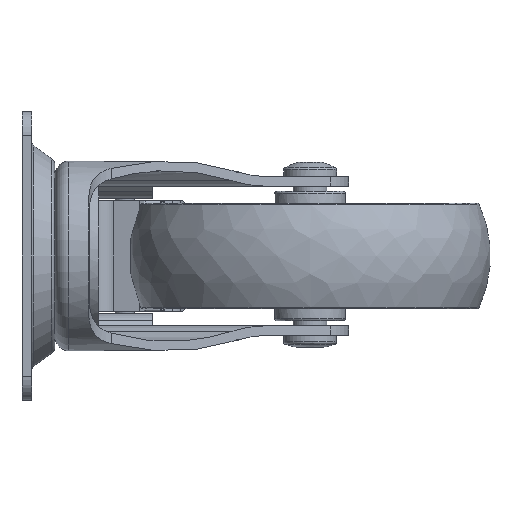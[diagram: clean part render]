
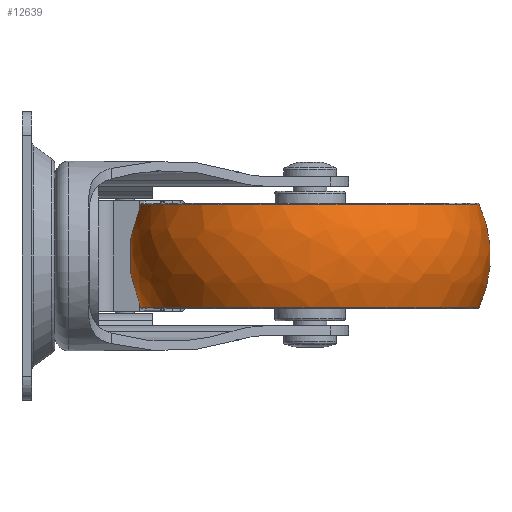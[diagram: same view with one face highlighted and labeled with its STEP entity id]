
A CAD part, left-side view. The second image highlights one B-rep face of the part: STEP entity #12639.
In plain terms, the highlighted free-form (B-spline) face has degree [2, 2] with [3, 9] control points.
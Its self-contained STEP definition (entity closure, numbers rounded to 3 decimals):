
#272=(
BOUNDED_SURFACE()
B_SPLINE_SURFACE(2,2,((#36947,#36948,#36949,#36950,#36951,#36952,#36953,
#36954,#36955),(#36956,#36957,#36958,#36959,#36960,#36961,#36962,#36963,
#36964),(#36965,#36966,#36967,#36968,#36969,#36970,#36971,#36972,#36973)),
 .UNSPECIFIED.,.F.,.T.,.F.)
B_SPLINE_SURFACE_WITH_KNOTS((3,3),(3,2,2,2,3),(-0.434,0.434),
(-3.142,-1.571,0.,1.571,3.142),
 .UNSPECIFIED.)
GEOMETRIC_REPRESENTATION_ITEM()
RATIONAL_B_SPLINE_SURFACE(((1.,0.707,1.,0.707,1.,
0.707,1.,0.707,1.),(0.907,0.641,
0.907,0.641,0.907,0.641,
0.907,0.641,0.907),(1.,0.707,
1.,0.707,1.,0.707,1.,0.707,1.)))
REPRESENTATION_ITEM('')
SURFACE()
);
#3465=FACE_OUTER_BOUND('',#4278,.T.);
#4278=EDGE_LOOP('',(#11126,#11127,#11128,#11129,#11130,#11131));
#4865=CIRCLE('',#14111,35.137);
#4866=CIRCLE('',#14112,35.137);
#4867=CIRCLE('',#14113,35.137);
#4868=CIRCLE('',#14114,35.137);
#4869=CIRCLE('',#14115,25.45);
#6010=VERTEX_POINT('',#36942);
#6011=VERTEX_POINT('',#36944);
#6012=VERTEX_POINT('',#36974);
#6013=VERTEX_POINT('',#36975);
#7740=EDGE_CURVE('',#6011,#6010,#4865,.T.);
#7741=EDGE_CURVE('',#6010,#6011,#4866,.T.);
#7742=EDGE_CURVE('',#6012,#6013,#4867,.T.);
#7743=EDGE_CURVE('',#6013,#6012,#4868,.T.);
#7744=EDGE_CURVE('',#6013,#6011,#4869,.T.);
#11126=ORIENTED_EDGE('',*,*,#7742,.F.);
#11127=ORIENTED_EDGE('',*,*,#7743,.F.);
#11128=ORIENTED_EDGE('',*,*,#7744,.T.);
#11129=ORIENTED_EDGE('',*,*,#7740,.T.);
#11130=ORIENTED_EDGE('',*,*,#7741,.T.);
#11131=ORIENTED_EDGE('',*,*,#7744,.F.);
#12639=ADVANCED_FACE('',(#3465),#272,.F.);
#14111=AXIS2_PLACEMENT_3D('',#36945,#17329,#17330);
#14112=AXIS2_PLACEMENT_3D('',#36946,#17331,#17332);
#14113=AXIS2_PLACEMENT_3D('',#36976,#17333,#17334);
#14114=AXIS2_PLACEMENT_3D('',#36977,#17335,#17336);
#14115=AXIS2_PLACEMENT_3D('',#36978,#17337,#17338);
#17329=DIRECTION('center_axis',(0.,1.,0.));
#17330=DIRECTION('ref_axis',(1.,0.,0.));
#17331=DIRECTION('center_axis',(0.,1.,0.));
#17332=DIRECTION('ref_axis',(1.,0.,0.));
#17333=DIRECTION('center_axis',(0.,1.,0.));
#17334=DIRECTION('ref_axis',(1.,0.,0.));
#17335=DIRECTION('center_axis',(0.,1.,0.));
#17336=DIRECTION('ref_axis',(1.,0.,0.));
#17337=DIRECTION('center_axis',(-1.,0.,0.));
#17338=DIRECTION('ref_axis',(0.,0.,
-1.));
#36942=CARTESIAN_POINT('',(-35.136,-10.71,-0.15));
#36944=CARTESIAN_POINT('',(0.,-10.71,-35.137));
#36945=CARTESIAN_POINT('Origin',(0.,-10.71,0.));
#36946=CARTESIAN_POINT('Origin',(0.,-10.71,0.));
#36947=CARTESIAN_POINT('Ctrl Pts',(0.,-10.71,
-35.137));
#36948=CARTESIAN_POINT('Ctrl Pts',(-35.137,-10.71,
-35.137));
#36949=CARTESIAN_POINT('Ctrl Pts',(-35.137,-10.71,
0.));
#36950=CARTESIAN_POINT('Ctrl Pts',(-35.137,-10.71,
35.137));
#36951=CARTESIAN_POINT('Ctrl Pts',(0.,-10.71,
35.137));
#36952=CARTESIAN_POINT('Ctrl Pts',(35.137,-10.71,35.137));
#36953=CARTESIAN_POINT('Ctrl Pts',(35.137,-10.71,0.));
#36954=CARTESIAN_POINT('Ctrl Pts',(35.137,-10.71,-35.137));
#36955=CARTESIAN_POINT('Ctrl Pts',(0.,-10.71,
-35.137));
#36956=CARTESIAN_POINT('Ctrl Pts',(0.,0.,
-40.105));
#36957=CARTESIAN_POINT('Ctrl Pts',(-40.105,0.,
-40.105));
#36958=CARTESIAN_POINT('Ctrl Pts',(-40.105,0.,
0.));
#36959=CARTESIAN_POINT('Ctrl Pts',(-40.105,0.,
40.105));
#36960=CARTESIAN_POINT('Ctrl Pts',(0.,0.,
40.105));
#36961=CARTESIAN_POINT('Ctrl Pts',(40.105,0.,
40.105));
#36962=CARTESIAN_POINT('Ctrl Pts',(40.105,0.,
0.));
#36963=CARTESIAN_POINT('Ctrl Pts',(40.105,0.,
-40.105));
#36964=CARTESIAN_POINT('Ctrl Pts',(0.,0.,
-40.105));
#36965=CARTESIAN_POINT('Ctrl Pts',(0.,10.71,
-35.137));
#36966=CARTESIAN_POINT('Ctrl Pts',(-35.137,10.71,-35.137));
#36967=CARTESIAN_POINT('Ctrl Pts',(-35.137,10.71,0.));
#36968=CARTESIAN_POINT('Ctrl Pts',(-35.137,10.71,35.137));
#36969=CARTESIAN_POINT('Ctrl Pts',(0.,10.71,
35.137));
#36970=CARTESIAN_POINT('Ctrl Pts',(35.137,10.71,35.137));
#36971=CARTESIAN_POINT('Ctrl Pts',(35.137,10.71,0.));
#36972=CARTESIAN_POINT('Ctrl Pts',(35.137,10.71,-35.137));
#36973=CARTESIAN_POINT('Ctrl Pts',(0.,10.71,
-35.137));
#36974=CARTESIAN_POINT('',(-35.136,10.71,-0.222));
#36975=CARTESIAN_POINT('',(0.,10.71,-35.137));
#36976=CARTESIAN_POINT('Origin',(0.,10.71,0.));
#36977=CARTESIAN_POINT('Origin',(0.,10.71,0.));
#36978=CARTESIAN_POINT('Origin',(0.,0.,
-12.05));
